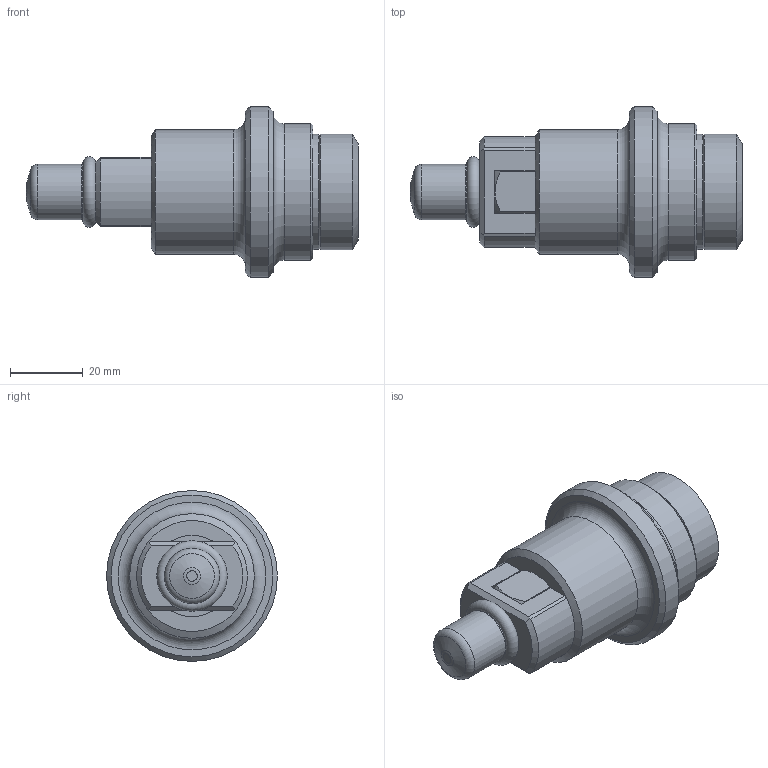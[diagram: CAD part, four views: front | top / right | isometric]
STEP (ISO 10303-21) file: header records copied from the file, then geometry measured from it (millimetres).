
FILE_DESCRIPTION(/* description */ (''),/* implementation_level */ '2;1');
FILE_NAME(/* name */ 'XT06042SHR3 CAD.stp',/* time_stamp */ '2017-09-21T12:32:10-05:00',/* author */ ('scottg'),/* organization */ ('FasTest,Inc.'),/* preprocessor_version */ 'ST-DEVELOPER v16.1',/* originating_system */ 'Autodesk Inventor 2016',/* authorisation */ '');
FILE_SCHEMA (('AUTOMOTIVE_DESIGN { 1 0 10303 214 3 1 1 }'));
Length unit declared in the file: inch
Products named in the file (1): XT06042SHR3 CAD
Bounding box: 91.28 x 46.99 x 46.99 mm (x, y, z)
Volume: 68287.4 mm3; surface area: 15250.5 mm2
Topology: 1 solids, 2 shells, 69 faces, 161 edges, 102 vertices
Faces by surface type: plane 30, cone 20, cylinder 12, torus 6, bspline 1
Full cylindrical faces by diameter (mm): 7.645 x1, 9.246 x1, 12.802 x1, 15.24 x1, 22.352 x1, 31.75 x2, 34.29 x1, 37.516 x1, 46.99 x1
Entity records: 1898 total; most frequent: CARTESIAN_POINT 373, DIRECTION 296, ORIENTED_EDGE 256, EDGE_CURVE 127, AXIS2_PLACEMENT_3D 127, EDGE_LOOP 109, VERTEX_POINT 96, FACE_OUTER_BOUND 69
